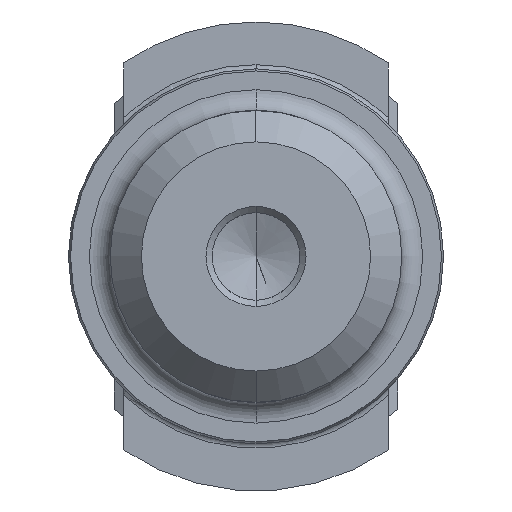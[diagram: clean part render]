
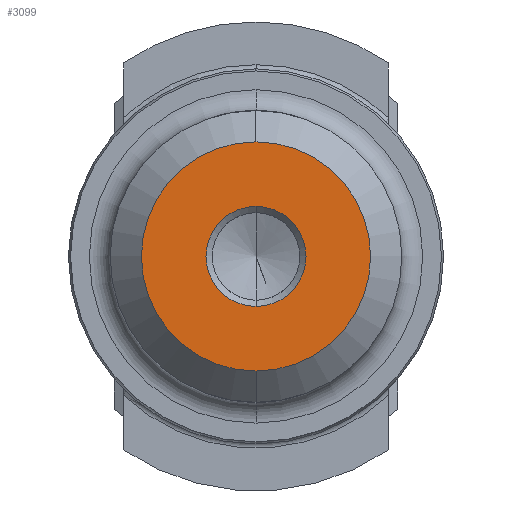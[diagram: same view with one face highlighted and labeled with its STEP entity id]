
A CAD part, left-side view. The second image highlights one B-rep face of the part: STEP entity #3099.
In plain terms, the highlighted planar face has unit normal (-1, 0, 0).
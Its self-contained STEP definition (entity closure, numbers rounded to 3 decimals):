
#163 = FACE_BOUND ( 'NONE', #3581, .T. ) ;
#177 = AXIS2_PLACEMENT_3D ( 'NONE', #1145, #3152, #238 ) ;
#208 = VERTEX_POINT ( 'NONE', #2494 ) ;
#238 = DIRECTION ( 'NONE',  ( 0., 0., 1. ) ) ;
#281 = DIRECTION ( 'NONE',  ( 0., 0., 1. ) ) ;
#306 = ORIENTED_EDGE ( 'NONE', *, *, #1666, .F. ) ;
#360 = CIRCLE ( 'NONE', #177, 2.4 ) ;
#549 = AXIS2_PLACEMENT_3D ( 'NONE', #945, #1537, #3578 ) ;
#683 = CIRCLE ( 'NONE', #1522, 2.4 ) ;
#767 = ORIENTED_EDGE ( 'NONE', *, *, #2690, .T. ) ;
#914 = CIRCLE ( 'NONE', #2974, 5.5 ) ;
#945 = CARTESIAN_POINT ( 'NONE',  ( 0., 2.4, 0. ) ) ;
#950 = CARTESIAN_POINT ( 'NONE',  ( 0., 0., 0. ) ) ;
#1020 = CARTESIAN_POINT ( 'NONE',  ( 0., 0., 0. ) ) ;
#1034 = FACE_OUTER_BOUND ( 'NONE', #2965, .T. ) ;
#1040 = ORIENTED_EDGE ( 'NONE', *, *, #2591, .F. ) ;
#1139 = CARTESIAN_POINT ( 'NONE',  ( 0., 0., 5.5 ) ) ;
#1145 = CARTESIAN_POINT ( 'NONE',  ( 0., 0., 0. ) ) ;
#1227 = DIRECTION ( 'NONE',  ( 0., 0., 1. ) ) ;
#1298 = CARTESIAN_POINT ( 'NONE',  ( 0., 0., 2.4 ) ) ;
#1320 = DIRECTION ( 'NONE',  ( 0., 0., 1. ) ) ;
#1440 = VERTEX_POINT ( 'NONE', #2628 ) ;
#1522 = AXIS2_PLACEMENT_3D ( 'NONE', #950, #2954, #1227 ) ;
#1537 = DIRECTION ( 'NONE',  ( 1., 0., 0. ) ) ;
#1666 = EDGE_CURVE ( 'NONE', #2717, #1440, #360, .T. ) ;
#1794 = ORIENTED_EDGE ( 'NONE', *, *, #2924, .T. ) ;
#1960 = VERTEX_POINT ( 'NONE', #1139 ) ;
#2007 = DIRECTION ( 'NONE',  ( -1., 0., 0. ) ) ;
#2080 = PLANE ( 'NONE',  #549 ) ;
#2138 = AXIS2_PLACEMENT_3D ( 'NONE', #3807, #2007, #281 ) ;
#2494 = CARTESIAN_POINT ( 'NONE',  ( 0., 0., -5.5 ) ) ;
#2591 = EDGE_CURVE ( 'NONE', #1440, #2717, #683, .T. ) ;
#2628 = CARTESIAN_POINT ( 'NONE',  ( 0., 0., -2.4 ) ) ;
#2690 = EDGE_CURVE ( 'NONE', #208, #1960, #914, .T. ) ;
#2709 = CIRCLE ( 'NONE', #2138, 5.5 ) ;
#2717 = VERTEX_POINT ( 'NONE', #1298 ) ;
#2924 = EDGE_CURVE ( 'NONE', #1960, #208, #2709, .T. ) ;
#2954 = DIRECTION ( 'NONE',  ( -1., 0., 0. ) ) ;
#2965 = EDGE_LOOP ( 'NONE', ( #767, #1794 ) ) ;
#2974 = AXIS2_PLACEMENT_3D ( 'NONE', #1020, #3038, #1320 ) ;
#3038 = DIRECTION ( 'NONE',  ( -1., 0., 0. ) ) ;
#3099 = ADVANCED_FACE ( 'NONE', ( #163, #1034 ), #2080, .F. ) ;
#3152 = DIRECTION ( 'NONE',  ( -1., 0., 0. ) ) ;
#3578 = DIRECTION ( 'NONE',  ( 0., 0., -1. ) ) ;
#3581 = EDGE_LOOP ( 'NONE', ( #306, #1040 ) ) ;
#3807 = CARTESIAN_POINT ( 'NONE',  ( 0., 0., 0. ) ) ;
